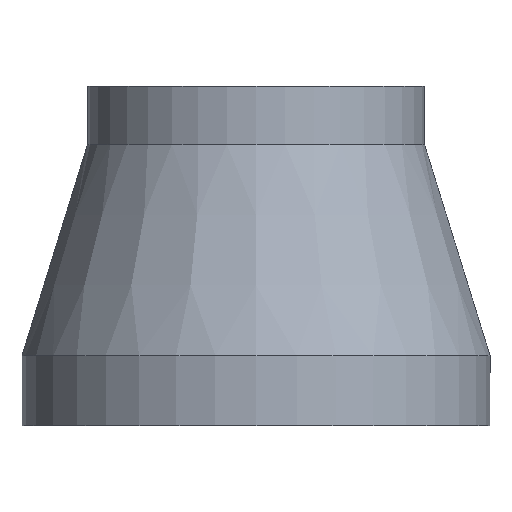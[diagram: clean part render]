
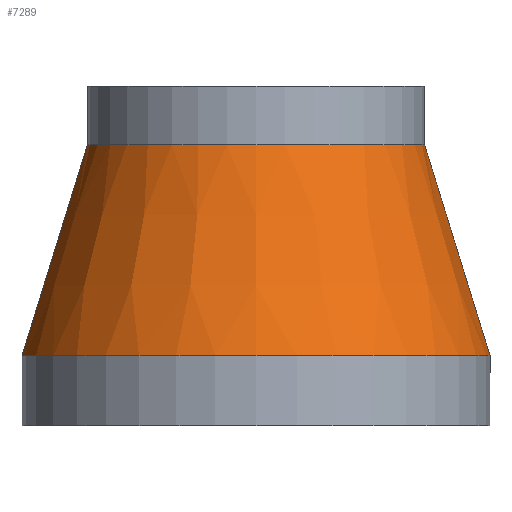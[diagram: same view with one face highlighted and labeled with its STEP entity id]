
A CAD part, front view. The second image highlights one B-rep face of the part: STEP entity #7289.
In plain terms, the highlighted conical face has half-angle 17.24 degrees and reference radius 9.144 mm.
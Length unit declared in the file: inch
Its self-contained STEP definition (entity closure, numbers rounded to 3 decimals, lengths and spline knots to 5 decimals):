
#38 = CIRCLE ( 'NONE', #1219, 0.36 ) ;
#58 = DIRECTION ( 'NONE',  ( 0., 0., 1. ) ) ;
#374 = AXIS2_PLACEMENT_3D ( 'NONE', #2739, #639, #5561 ) ;
#450 = EDGE_CURVE ( 'NONE', #2870, #1437, #38, .T. ) ;
#639 = DIRECTION ( 'NONE',  ( 0., 0., -1. ) ) ;
#806 = AXIS2_PLACEMENT_3D ( 'NONE', #4122, #7760, #4954 ) ;
#1030 = CARTESIAN_POINT ( 'NONE',  ( -0.36, 0., 0.52947 ) ) ;
#1219 = AXIS2_PLACEMENT_3D ( 'NONE', #6939, #58, #2888 ) ;
#1437 = VERTEX_POINT ( 'NONE', #2833 ) ;
#1492 = EDGE_CURVE ( 'NONE', #2870, #4753, #5843, .T. ) ;
#1813 = EDGE_CURVE ( 'NONE', #1437, #6579, #8423, .T. ) ;
#2062 = DIRECTION ( 'NONE',  ( 0.296, 0., -0.955 ) ) ;
#2739 = CARTESIAN_POINT ( 'NONE',  ( 0., 0., 0.52947 ) ) ;
#2833 = CARTESIAN_POINT ( 'NONE',  ( 0.36, 0., 0.52947 ) ) ;
#2870 = VERTEX_POINT ( 'NONE', #1030 ) ;
#2888 = DIRECTION ( 'NONE',  ( 1., 0., 0. ) ) ;
#2991 = ORIENTED_EDGE ( 'NONE', *, *, #1813, .F. ) ;
#3688 = CARTESIAN_POINT ( 'NONE',  ( 0.5, 0., 0.07833 ) ) ;
#3754 = VECTOR ( 'NONE', #2062, 39.37008 ) ;
#3803 = EDGE_CURVE ( 'NONE', #4753, #6579, #8817, .T. ) ;
#4122 = CARTESIAN_POINT ( 'NONE',  ( 0., 0., 0.07833 ) ) ;
#4432 = EDGE_LOOP ( 'NONE', ( #2991, #6312, #7745, #5594 ) ) ;
#4753 = VERTEX_POINT ( 'NONE', #6881 ) ;
#4954 = DIRECTION ( 'NONE',  ( 1., 0., 0. ) ) ;
#5559 = CONICAL_SURFACE ( 'NONE', #374, 0.36, 0.301 ) ;
#5561 = DIRECTION ( 'NONE',  ( -1., 0., 0. ) ) ;
#5594 = ORIENTED_EDGE ( 'NONE', *, *, #3803, .T. ) ;
#5711 = CARTESIAN_POINT ( 'NONE',  ( 0.36, 0., 0.52947 ) ) ;
#5843 = LINE ( 'NONE', #8819, #7034 ) ;
#6312 = ORIENTED_EDGE ( 'NONE', *, *, #450, .F. ) ;
#6579 = VERTEX_POINT ( 'NONE', #3688 ) ;
#6881 = CARTESIAN_POINT ( 'NONE',  ( -0.5, 0., 0.07833 ) ) ;
#6939 = CARTESIAN_POINT ( 'NONE',  ( 0., 0., 0.52947 ) ) ;
#7034 = VECTOR ( 'NONE', #8004, 39.37008 ) ;
#7289 = ADVANCED_FACE ( 'NONE', ( #7534 ), #5559, .T. ) ;
#7534 = FACE_OUTER_BOUND ( 'NONE', #4432, .T. ) ;
#7745 = ORIENTED_EDGE ( 'NONE', *, *, #1492, .T. ) ;
#7760 = DIRECTION ( 'NONE',  ( 0., 0., 1. ) ) ;
#8004 = DIRECTION ( 'NONE',  ( -0.296, 0., -0.955 ) ) ;
#8423 = LINE ( 'NONE', #5711, #3754 ) ;
#8817 = CIRCLE ( 'NONE', #806, 0.5 ) ;
#8819 = CARTESIAN_POINT ( 'NONE',  ( -0.36, 0., 0.52947 ) ) ;
